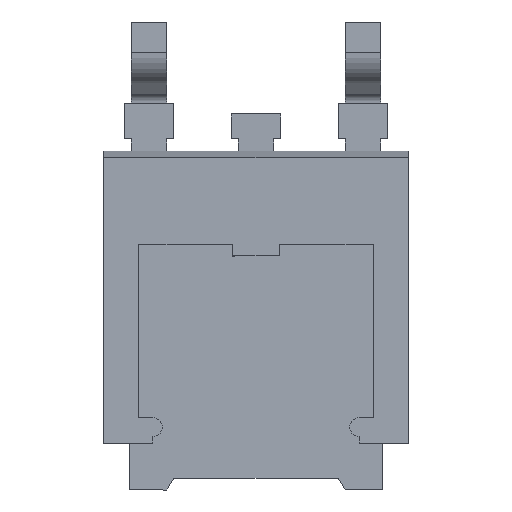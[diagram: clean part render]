
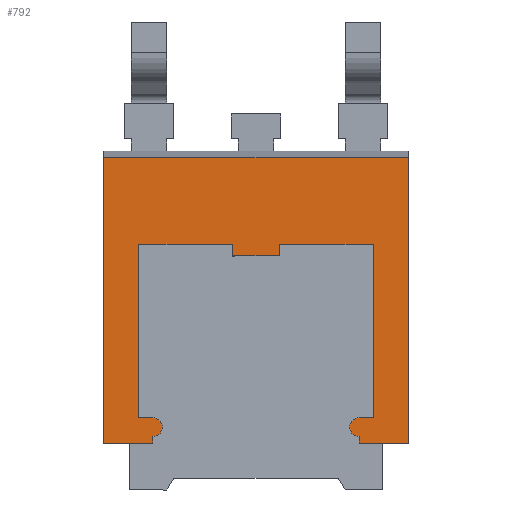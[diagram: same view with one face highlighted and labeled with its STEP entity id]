
A CAD part, front view. The second image highlights one B-rep face of the part: STEP entity #792.
In plain terms, the highlighted planar face has unit normal (0, -1, 0).
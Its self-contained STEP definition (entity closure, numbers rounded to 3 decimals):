
#86 = DIRECTION ( 'NONE',  ( 0., 0., 1. ) ) ;
#121 = CARTESIAN_POINT ( 'NONE',  ( 2.2, -1.1, -2.807 ) ) ;
#177 = CARTESIAN_POINT ( 'NONE',  ( -3.25, -1.1, 2.938 ) ) ;
#192 = CARTESIAN_POINT ( 'NONE',  ( 2.5, -1.1, 1.093 ) ) ;
#203 = CARTESIAN_POINT ( 'NONE',  ( 0.5, -1.1, 1.093 ) ) ;
#207 = CARTESIAN_POINT ( 'NONE',  ( -2.2, -1.1, -3.007 ) ) ;
#257 = EDGE_CURVE ( 'NONE', #2326, #2818, #1141, .T. ) ;
#281 = CARTESIAN_POINT ( 'NONE',  ( 2.5, -1.1, 1.093 ) ) ;
#304 = CARTESIAN_POINT ( 'NONE',  ( 3.25, -1.1, -3.147 ) ) ;
#309 = EDGE_LOOP ( 'NONE', ( #3294, #567, #439, #3276, #1808, #2099, #2891, #2589, #3536, #2233, #3033, #2705, #1519, #2151, #1470, #2205, #3478, #1230 ) ) ;
#311 = VERTEX_POINT ( 'NONE', #2774 ) ;
#348 = CARTESIAN_POINT ( 'NONE',  ( -2.2, -1.1, -3.147 ) ) ;
#383 = CARTESIAN_POINT ( 'NONE',  ( -2.2, -1.1, -2.807 ) ) ;
#419 = CARTESIAN_POINT ( 'NONE',  ( 2.5, -1.1, -2.607 ) ) ;
#420 = CARTESIAN_POINT ( 'NONE',  ( -3.25, -1.1, -3.147 ) ) ;
#437 = CARTESIAN_POINT ( 'NONE',  ( -3.25, -1.1, -3.147 ) ) ;
#439 = ORIENTED_EDGE ( 'NONE', *, *, #1993, .F. ) ;
#471 = CARTESIAN_POINT ( 'NONE',  ( -0.5, -1.1, 1.093 ) ) ;
#511 = EDGE_CURVE ( 'NONE', #311, #2516, #2132, .T. ) ;
#547 = DIRECTION ( 'NONE',  ( -1., 0., 0. ) ) ;
#567 = ORIENTED_EDGE ( 'NONE', *, *, #641, .F. ) ;
#572 = VECTOR ( 'NONE', #3083, 1000. ) ;
#578 = CARTESIAN_POINT ( 'NONE',  ( 2.2, -1.1, -2.607 ) ) ;
#641 = EDGE_CURVE ( 'NONE', #953, #2212, #1178, .T. ) ;
#642 = VERTEX_POINT ( 'NONE', #177 ) ;
#684 = CARTESIAN_POINT ( 'NONE',  ( 2.2, -1.1, -3.147 ) ) ;
#706 = VECTOR ( 'NONE', #3517, 1000. ) ;
#712 = LINE ( 'NONE', #304, #882 ) ;
#742 = EDGE_CURVE ( 'NONE', #1837, #3088, #2218, .T. ) ;
#792 = ADVANCED_FACE ( 'NONE', ( #1059 ), #1189, .F. ) ;
#867 = EDGE_CURVE ( 'NONE', #2516, #3471, #712, .T. ) ;
#882 = VECTOR ( 'NONE', #2496, 1000. ) ;
#953 = VERTEX_POINT ( 'NONE', #1488 ) ;
#954 = CARTESIAN_POINT ( 'NONE',  ( 3.25, -1.1, -3.147 ) ) ;
#984 = DIRECTION ( 'NONE',  ( 0., 0., -1. ) ) ;
#997 = EDGE_CURVE ( 'NONE', #1201, #2326, #1011, .T. ) ;
#1011 = LINE ( 'NONE', #419, #1352 ) ;
#1016 = VECTOR ( 'NONE', #3056, 1000. ) ;
#1041 = DIRECTION ( 'NONE',  ( 0., 0., -1. ) ) ;
#1059 = FACE_OUTER_BOUND ( 'NONE', #309, .T. ) ;
#1066 = DIRECTION ( 'NONE',  ( -1., 0., 0. ) ) ;
#1094 = LINE ( 'NONE', #203, #706 ) ;
#1100 = LINE ( 'NONE', #2290, #1180 ) ;
#1141 = LINE ( 'NONE', #281, #2040 ) ;
#1178 = LINE ( 'NONE', #207, #2602 ) ;
#1180 = VECTOR ( 'NONE', #3440, 1000. ) ;
#1189 = PLANE ( 'NONE',  #2597 ) ;
#1201 = VERTEX_POINT ( 'NONE', #3550 ) ;
#1224 = VERTEX_POINT ( 'NONE', #2438 ) ;
#1230 = ORIENTED_EDGE ( 'NONE', *, *, #2253, .T. ) ;
#1247 = CIRCLE ( 'NONE', #1660, 0.2 ) ;
#1333 = DIRECTION ( 'NONE',  ( -1., 0., 0. ) ) ;
#1343 = EDGE_CURVE ( 'NONE', #3338, #1201, #1701, .T. ) ;
#1344 = AXIS2_PLACEMENT_3D ( 'NONE', #383, #3179, #3459 ) ;
#1352 = VECTOR ( 'NONE', #2627, 1000. ) ;
#1392 = CIRCLE ( 'NONE', #1344, 0.2 ) ;
#1399 = CARTESIAN_POINT ( 'NONE',  ( -0.5, -1.1, 1.093 ) ) ;
#1401 = CARTESIAN_POINT ( 'NONE',  ( 2.2, -1.1, -3.007 ) ) ;
#1451 = EDGE_CURVE ( 'NONE', #1224, #2295, #1100, .T. ) ;
#1470 = ORIENTED_EDGE ( 'NONE', *, *, #867, .F. ) ;
#1488 = CARTESIAN_POINT ( 'NONE',  ( -2.2, -1.1, -3.007 ) ) ;
#1518 = CARTESIAN_POINT ( 'NONE',  ( -0.5, -1.1, 0.843 ) ) ;
#1519 = ORIENTED_EDGE ( 'NONE', *, *, #3418, .F. ) ;
#1644 = LINE ( 'NONE', #3555, #2163 ) ;
#1660 = AXIS2_PLACEMENT_3D ( 'NONE', #121, #3193, #2867 ) ;
#1686 = LINE ( 'NONE', #3264, #3477 ) ;
#1701 = LINE ( 'NONE', #578, #2089 ) ;
#1790 = DIRECTION ( 'NONE',  ( 0., 0., -1. ) ) ;
#1800 = EDGE_CURVE ( 'NONE', #311, #642, #3241, .T. ) ;
#1808 = ORIENTED_EDGE ( 'NONE', *, *, #2376, .F. ) ;
#1836 = VERTEX_POINT ( 'NONE', #2734 ) ;
#1837 = VERTEX_POINT ( 'NONE', #1399 ) ;
#1970 = CARTESIAN_POINT ( 'NONE',  ( 2.2, -1.1, -3.147 ) ) ;
#1993 = EDGE_CURVE ( 'NONE', #2503, #953, #1392, .T. ) ;
#2040 = VECTOR ( 'NONE', #547, 1000. ) ;
#2089 = VECTOR ( 'NONE', #3090, 1000. ) ;
#2099 = ORIENTED_EDGE ( 'NONE', *, *, #742, .F. ) ;
#2116 = VERTEX_POINT ( 'NONE', #1401 ) ;
#2132 = LINE ( 'NONE', #954, #3070 ) ;
#2145 = CARTESIAN_POINT ( 'NONE',  ( -2.5, -1.1, 1.093 ) ) ;
#2151 = ORIENTED_EDGE ( 'NONE', *, *, #2667, .F. ) ;
#2163 = VECTOR ( 'NONE', #3569, 1000. ) ;
#2168 = VECTOR ( 'NONE', #984, 1000. ) ;
#2205 = ORIENTED_EDGE ( 'NONE', *, *, #511, .F. ) ;
#2212 = VERTEX_POINT ( 'NONE', #348 ) ;
#2218 = LINE ( 'NONE', #2145, #2884 ) ;
#2233 = ORIENTED_EDGE ( 'NONE', *, *, #257, .F. ) ;
#2253 = EDGE_CURVE ( 'NONE', #642, #2985, #2256, .T. ) ;
#2256 = LINE ( 'NONE', #437, #2168 ) ;
#2264 = CARTESIAN_POINT ( 'NONE',  ( 2.2, -1.1, -2.607 ) ) ;
#2290 = CARTESIAN_POINT ( 'NONE',  ( -0.5, -1.1, 0.843 ) ) ;
#2295 = VERTEX_POINT ( 'NONE', #1518 ) ;
#2301 = LINE ( 'NONE', #1970, #572 ) ;
#2326 = VERTEX_POINT ( 'NONE', #192 ) ;
#2376 = EDGE_CURVE ( 'NONE', #3088, #1836, #1686, .T. ) ;
#2428 = CARTESIAN_POINT ( 'NONE',  ( -2.5, -1.1, 1.093 ) ) ;
#2438 = CARTESIAN_POINT ( 'NONE',  ( 0.5, -1.1, 0.843 ) ) ;
#2483 = CARTESIAN_POINT ( 'NONE',  ( 3.25, -1.1, -3.147 ) ) ;
#2496 = DIRECTION ( 'NONE',  ( -1., 0., 0. ) ) ;
#2503 = VERTEX_POINT ( 'NONE', #3545 ) ;
#2516 = VERTEX_POINT ( 'NONE', #2483 ) ;
#2549 = EDGE_CURVE ( 'NONE', #1836, #2503, #1644, .T. ) ;
#2589 = ORIENTED_EDGE ( 'NONE', *, *, #1451, .F. ) ;
#2597 = AXIS2_PLACEMENT_3D ( 'NONE', #2872, #3340, #86 ) ;
#2602 = VECTOR ( 'NONE', #1041, 1000. ) ;
#2627 = DIRECTION ( 'NONE',  ( 0., 0., 1. ) ) ;
#2648 = LINE ( 'NONE', #3269, #3145 ) ;
#2667 = EDGE_CURVE ( 'NONE', #3471, #2116, #2301, .T. ) ;
#2705 = ORIENTED_EDGE ( 'NONE', *, *, #1343, .F. ) ;
#2734 = CARTESIAN_POINT ( 'NONE',  ( -2.5, -1.1, -2.607 ) ) ;
#2750 = CARTESIAN_POINT ( 'NONE',  ( 3.25, -1.1, 2.938 ) ) ;
#2774 = CARTESIAN_POINT ( 'NONE',  ( 3.25, -1.1, 2.938 ) ) ;
#2818 = VERTEX_POINT ( 'NONE', #2887 ) ;
#2867 = DIRECTION ( 'NONE',  ( 0., 0., 1. ) ) ;
#2872 = CARTESIAN_POINT ( 'NONE',  ( 3.25, -1.1, -3.147 ) ) ;
#2884 = VECTOR ( 'NONE', #1333, 1000. ) ;
#2887 = CARTESIAN_POINT ( 'NONE',  ( 0.5, -1.1, 1.093 ) ) ;
#2891 = ORIENTED_EDGE ( 'NONE', *, *, #3107, .F. ) ;
#2985 = VERTEX_POINT ( 'NONE', #420 ) ;
#2988 = DIRECTION ( 'NONE',  ( 0., 0., 1. ) ) ;
#3011 = LINE ( 'NONE', #471, #3442 ) ;
#3033 = ORIENTED_EDGE ( 'NONE', *, *, #997, .F. ) ;
#3056 = DIRECTION ( 'NONE',  ( -1., 0., 0. ) ) ;
#3061 = EDGE_CURVE ( 'NONE', #2212, #2985, #2648, .T. ) ;
#3070 = VECTOR ( 'NONE', #1790, 1000. ) ;
#3082 = EDGE_CURVE ( 'NONE', #2818, #1224, #1094, .T. ) ;
#3083 = DIRECTION ( 'NONE',  ( 0., 0., 1. ) ) ;
#3088 = VERTEX_POINT ( 'NONE', #2428 ) ;
#3090 = DIRECTION ( 'NONE',  ( 1., 0., 0. ) ) ;
#3107 = EDGE_CURVE ( 'NONE', #2295, #1837, #3011, .T. ) ;
#3145 = VECTOR ( 'NONE', #1066, 1000. ) ;
#3179 = DIRECTION ( 'NONE',  ( 0., 1., 0. ) ) ;
#3193 = DIRECTION ( 'NONE',  ( 0., 1., 0. ) ) ;
#3241 = LINE ( 'NONE', #2750, #1016 ) ;
#3264 = CARTESIAN_POINT ( 'NONE',  ( -2.5, -1.1, -2.607 ) ) ;
#3269 = CARTESIAN_POINT ( 'NONE',  ( 3.25, -1.1, -3.147 ) ) ;
#3276 = ORIENTED_EDGE ( 'NONE', *, *, #2549, .F. ) ;
#3294 = ORIENTED_EDGE ( 'NONE', *, *, #3061, .F. ) ;
#3338 = VERTEX_POINT ( 'NONE', #2264 ) ;
#3340 = DIRECTION ( 'NONE',  ( 0., 1., 0. ) ) ;
#3418 = EDGE_CURVE ( 'NONE', #2116, #3338, #1247, .T. ) ;
#3440 = DIRECTION ( 'NONE',  ( -1., 0., 0. ) ) ;
#3442 = VECTOR ( 'NONE', #2988, 1000. ) ;
#3459 = DIRECTION ( 'NONE',  ( 0., 0., -1. ) ) ;
#3471 = VERTEX_POINT ( 'NONE', #684 ) ;
#3477 = VECTOR ( 'NONE', #3490, 1000. ) ;
#3478 = ORIENTED_EDGE ( 'NONE', *, *, #1800, .T. ) ;
#3490 = DIRECTION ( 'NONE',  ( 0., 0., -1. ) ) ;
#3517 = DIRECTION ( 'NONE',  ( 0., 0., -1. ) ) ;
#3536 = ORIENTED_EDGE ( 'NONE', *, *, #3082, .F. ) ;
#3545 = CARTESIAN_POINT ( 'NONE',  ( -2.2, -1.1, -2.607 ) ) ;
#3550 = CARTESIAN_POINT ( 'NONE',  ( 2.5, -1.1, -2.607 ) ) ;
#3555 = CARTESIAN_POINT ( 'NONE',  ( -2.2, -1.1, -2.607 ) ) ;
#3569 = DIRECTION ( 'NONE',  ( 1., 0., 0. ) ) ;
